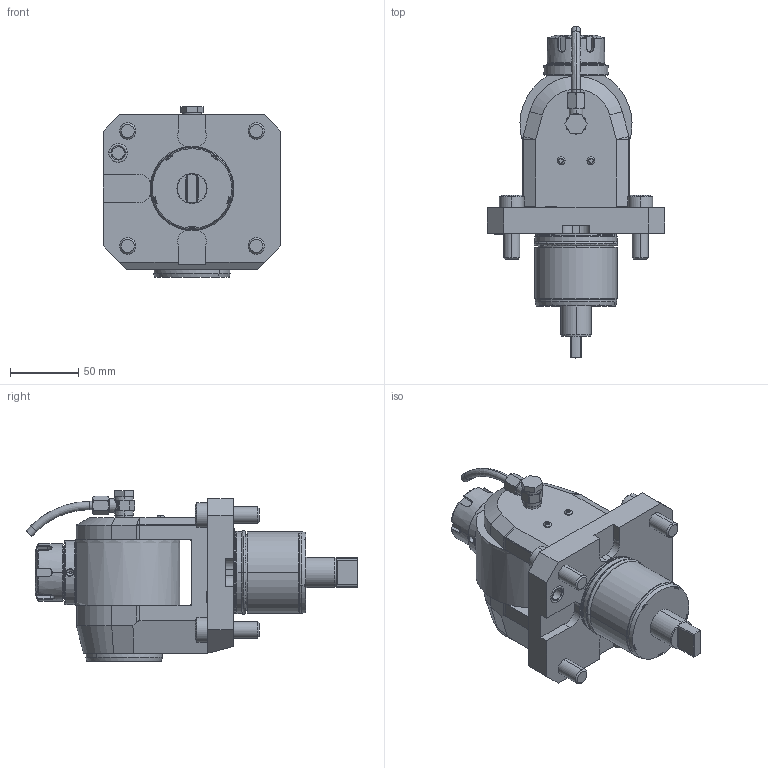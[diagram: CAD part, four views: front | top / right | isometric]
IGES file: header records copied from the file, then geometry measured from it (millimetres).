
Start section:  PTC IGES file: ngt2_60_501_25_1_ms.igs
Global section: file name: ngt2_60_501_25_1_ms.igs; native system: Pro/ENGINEER by Parametric Technology Corporation; preprocessor: 2010280; author: vali; organization: Unknown; date: 20210820.120020; units: millimetre
Bounding box: 130 x 242.67 x 124.9 mm (x, y, z)
Volume: 1099283.8 mm3; surface area: 107653.7 mm2
Topology: 2 solids, 3 shells, 642 faces, 1553 edges, 957 vertices
Faces by surface type: revolution 321, bspline 321
